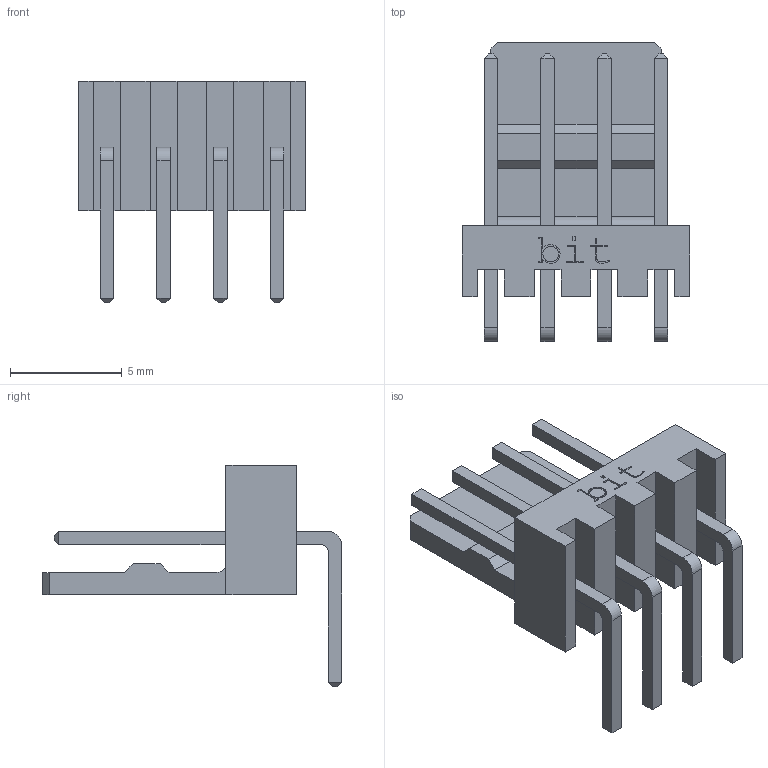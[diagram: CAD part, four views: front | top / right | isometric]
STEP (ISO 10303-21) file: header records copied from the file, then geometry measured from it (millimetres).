
FILE_DESCRIPTION (( 'STEP AP214' ), '1' );
FILE_NAME ('Molex-2.54-4pin-90.STEP', '2020-05-07T03:12:04', ( '' ), ( '' ), 'SwSTEP 2.0', 'SolidWorks 2013', '' );
FILE_SCHEMA (( 'AUTOMOTIVE_DESIGN' ));
Length unit declared in the file: millimetre
Products named in the file (3): Molex-2.54-4pin-90; Pieza4; pin_90
Assembly tree (5 placements, depth 2):
  Molex-2.54-4pin-90
    Pieza4
    pin_90  x4
Bounding box: 10.16 x 13.37 x 9.91 mm (x, y, z)
Volume: 245.2 mm3; surface area: 608.8 mm2
Topology: 5 solids, 5 shells, 183 faces, 472 edges, 304 vertices
Faces by surface type: plane 143, bspline 31, cylinder 9
Entity records: 5256 total; most frequent: CARTESIAN_POINT 2056, ORIENTED_EDGE 704, DIRECTION 508, EDGE_CURVE 352, VECTOR 284, LINE 284, VERTEX_POINT 232, EDGE_LOOP 142
